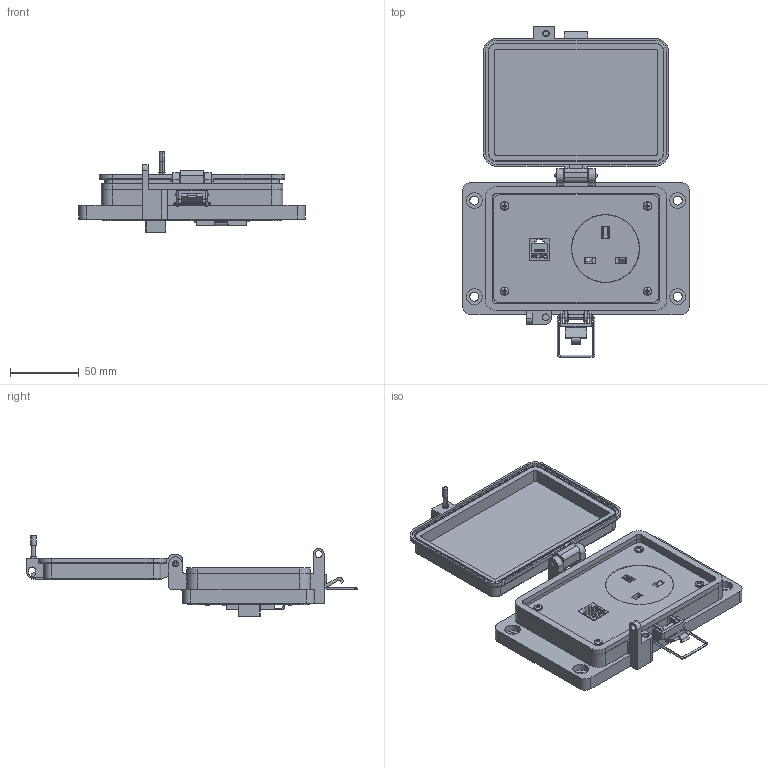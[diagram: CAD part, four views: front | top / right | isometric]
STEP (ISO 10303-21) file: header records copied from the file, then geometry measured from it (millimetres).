
FILE_DESCRIPTION (( 'STEP AP203' ), '1' );
FILE_NAME ('P-R2-M3RB0_3D.STEP', '2018-03-29T15:01:42', ( '' ), ( '' ), 'SwSTEP 2.0', 'SolidWorks 2017', '' );
FILE_SCHEMA (( 'CONFIG_CONTROL_DESIGN' ));
Length unit declared in the file: millimetre
Products named in the file (15): Z-002-632516HN_90675A007; P-R2-M3RB0_FP060_1; P-R2-M3RB0_BP240_2; Z-300-RJ45CAT5; P-R2-M3RB0_BP240_1; R2; P-R2-M3RB0_TP060_1; Z-H-M3_B; Z-200-OTLT-RB; -M3; RB; 92005A124_METRIC PAN HEAD PHILLIPS MACHINE SCREW_92005A124; Z-000-4243316TFP; P-R2-M3RB0_3D; Z-000-63234FH_90273A151
Assembly tree (21 placements, depth 3):
  P-R2-M3RB0_3D
    P-R2-M3RB0_BP240_2
    P-R2-M3RB0_BP240_1
    P-R2-M3RB0_TP060_1
    RB
      Z-200-OTLT-RB
    Z-000-4243316TFP  x3
    Z-000-63234FH_90273A151  x2
    Z-002-632516HN_90675A007  x2
    P-R2-M3RB0_FP060_1
    R2
      Z-300-RJ45CAT5
    -M3
      Z-H-M3_B
    92005A124_METRIC PAN HEAD PHILLIPS MACHINE SCREW_92005A124  x4
Bounding box: 164.96 x 240.59 x 58.58 mm (x, y, z)
Volume: 269050.4 mm3; surface area: 152547.2 mm2
Topology: 27 solids, 27 shells, 2407 faces, 6766 edges, 4477 vertices
Faces by surface type: cylinder 1051, plane 840, bspline 334, cone 156, torus 18, sphere 8
Entity records: 65976 total; most frequent: CARTESIAN_POINT 26086, ORIENTED_EDGE 8786, DIRECTION 6767, EDGE_CURVE 4393, VERTEX_POINT 2908, VECTOR 2479, LINE 2479, AXIS2_PLACEMENT_3D 2144
